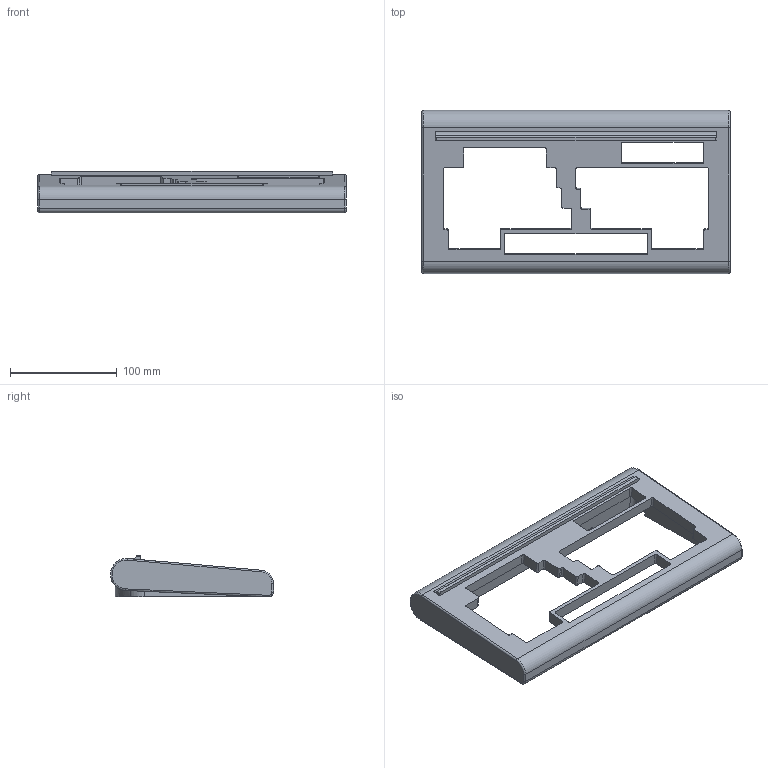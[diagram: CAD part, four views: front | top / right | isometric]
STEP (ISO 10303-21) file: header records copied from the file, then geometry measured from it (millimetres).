
FILE_DESCRIPTION(/* description */ (''),/* implementation_level */ '2;1');
FILE_NAME(/* name */ 'Terminal.step',/* time_stamp */ '2022-08-25T09:07:38-05:00',/* author */ (''),/* organization */ (''),/* preprocessor_version */ 'ST-DEVELOPER v19',/* originating_system */ 'Autodesk Translation Framework v11.7.0.108',/* authorisation */ '');
FILE_SCHEMA (('AUTOMOTIVE_DESIGN { 1 0 10303 214 3 1 1 }'));
Length unit declared in the file: millimetre
Products named in the file (1): Terminal
Bounding box: 288.7 x 152.74 x 39.15 mm (x, y, z)
Volume: 485072.8 mm3; surface area: 98406.1 mm2
Topology: 1 solids, 1 shells, 244 faces, 674 edges, 443 vertices
Faces by surface type: plane 125, cylinder 109, torus 6, cone 4
Full cylindrical faces by diameter (mm): 1.623 x2, 2.529 x9
Entity records: 7884 total; most frequent: CARTESIAN_POINT 1398, DIRECTION 1382, ORIENTED_EDGE 1340, EDGE_CURVE 670, AXIS2_PLACEMENT_3D 471, VERTEX_POINT 443, LINE 440, VECTOR 440
